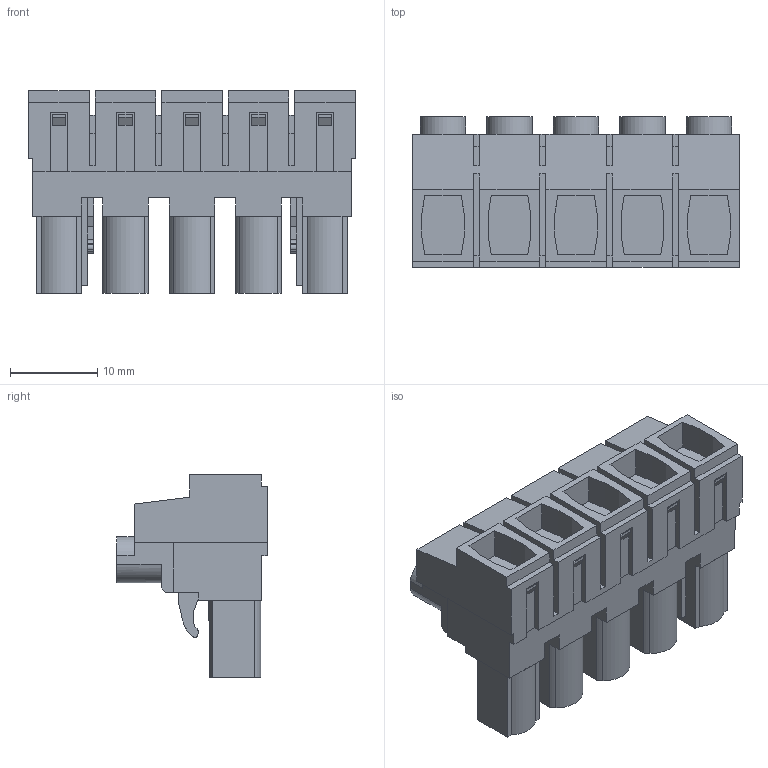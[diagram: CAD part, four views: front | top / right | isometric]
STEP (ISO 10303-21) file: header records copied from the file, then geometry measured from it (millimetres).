
FILE_DESCRIPTION(('CATIA V5 STEP Exchange','CAx-IF Rec.Pracs.--- Model Styling and Organization---1.4--- 2014-01-23'),'2;1');
FILE_NAME ('D1447758_1', '2022-06-27T10:59:05+00:00', ('none'), ('Weidmueller'), 'CATIA Version 5-6 Release 2016 SP3 HF44', 'CATIA V5 STEP AP214', 'none');
FILE_SCHEMA(('AUTOMOTIVE_DESIGN { 1 0 10303 214 1 1 1 1 }'));
Length unit declared in the file: millimetre
Products named in the file (1): 1049010000
Bounding box: 37.42 x 17.25 x 23.25 mm (x, y, z)
Volume: 6930.1 mm3; surface area: 5490.3 mm2
Topology: 6 solids, 6 shells, 508 faces, 1401 edges, 930 vertices
Faces by surface type: plane 429, cylinder 71, extrusion 8
Entity records: 15941 total; most frequent: CARTESIAN_POINT 3054, ORIENTED_EDGE 2802, DIRECTION 2119, EDGE_CURVE 1401, VECTOR 1231, LINE 1223, VERTEX_POINT 930, EDGE_LOOP 533
